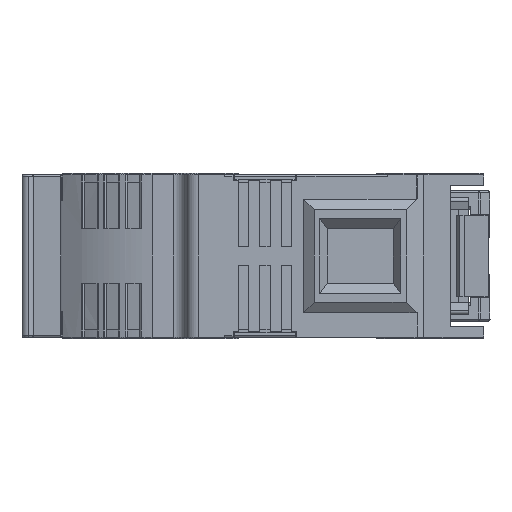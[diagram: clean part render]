
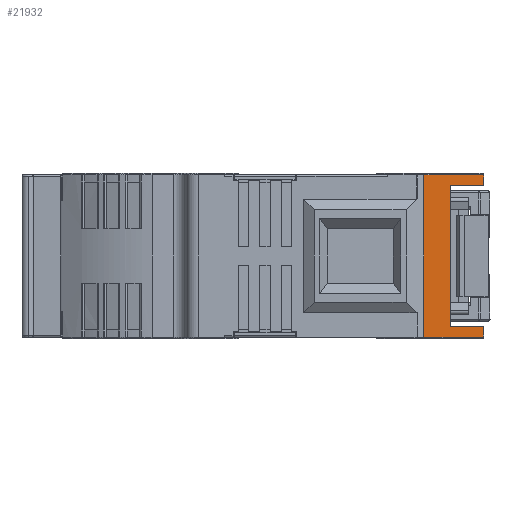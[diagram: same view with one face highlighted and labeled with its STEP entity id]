
A CAD part, left-side view. The second image highlights one B-rep face of the part: STEP entity #21932.
In plain terms, the highlighted planar face has unit normal (-0.667, -0.745, 0).
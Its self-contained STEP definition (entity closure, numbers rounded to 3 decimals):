
#378 = CARTESIAN_POINT ( 'NONE',  ( -59.822, -3.574, 0. ) ) ;
#953 = CARTESIAN_POINT ( 'NONE',  ( -64.599, 0.705, -13.2 ) ) ;
#1053 = ORIENTED_EDGE ( 'NONE', *, *, #49992, .T. ) ;
#1585 = ORIENTED_EDGE ( 'NONE', *, *, #28993, .T. ) ;
#3035 = VECTOR ( 'NONE', #24134, 1000. ) ;
#5097 = VERTEX_POINT ( 'NONE', #20108 ) ;
#5234 = VERTEX_POINT ( 'NONE', #953 ) ;
#5936 = VERTEX_POINT ( 'NONE', #67943 ) ;
#6691 = CARTESIAN_POINT ( 'NONE',  ( -53.682, -9.074, 11.5 ) ) ;
#7141 = CARTESIAN_POINT ( 'NONE',  ( -53.682, -9.074, 13.2 ) ) ;
#7796 = EDGE_CURVE ( 'NONE', #5097, #43096, #53791, .T. ) ;
#8196 = VERTEX_POINT ( 'NONE', #60889 ) ;
#8996 = LINE ( 'NONE', #30309, #34811 ) ;
#9131 = EDGE_CURVE ( 'NONE', #8196, #26410, #19688, .T. ) ;
#10567 = DIRECTION ( 'NONE',  ( 0., 0., -1. ) ) ;
#11128 = ORIENTED_EDGE ( 'NONE', *, *, #9131, .T. ) ;
#11348 = VECTOR ( 'NONE', #21300, 1000. ) ;
#14197 = VECTOR ( 'NONE', #35791, 1000. ) ;
#15002 = ORIENTED_EDGE ( 'NONE', *, *, #55292, .T. ) ;
#19089 = EDGE_LOOP ( 'NONE', ( #15002, #27491, #34422, #34281, #11128, #27461, #1585, #24036, #1053, #31703, #53605 ) ) ;
#19302 = DIRECTION ( 'NONE',  ( -0.745, 0.667, 0. ) ) ;
#19688 = LINE ( 'NONE', #41025, #14197 ) ;
#20108 = CARTESIAN_POINT ( 'NONE',  ( -53.768, -8.997, -11.5 ) ) ;
#20361 = B_SPLINE_CURVE_WITH_KNOTS ( 'NONE', 3,
 ( #41862, #36609, #57881, #48110 ),
 .UNSPECIFIED., .F., .F.,
 ( 4, 4 ),
 ( 0., 1. ),
 .UNSPECIFIED. ) ;
#21300 = DIRECTION ( 'NONE',  ( -0.745, 0.667, 0. ) ) ;
#21932 = ADVANCED_FACE ( 'NONE', ( #50657 ), #29755, .T. ) ;
#23978 = LINE ( 'NONE', #24330, #27810 ) ;
#24036 = ORIENTED_EDGE ( 'NONE', *, *, #46315, .T. ) ;
#24134 = DIRECTION ( 'NONE',  ( -0.745, 0.667, 0. ) ) ;
#24330 = CARTESIAN_POINT ( 'NONE',  ( -64.599, 0.705, 0. ) ) ;
#25402 = DIRECTION ( 'NONE',  ( 0., 0., -1. ) ) ;
#25437 = DIRECTION ( 'NONE',  ( 0., 0., 1. ) ) ;
#26410 = VERTEX_POINT ( 'NONE', #6691 ) ;
#27461 = ORIENTED_EDGE ( 'NONE', *, *, #51418, .F. ) ;
#27491 = ORIENTED_EDGE ( 'NONE', *, *, #7796, .T. ) ;
#27810 = VECTOR ( 'NONE', #25402, 1000. ) ;
#27815 = CARTESIAN_POINT ( 'NONE',  ( -64.577, 0.685, 13.2 ) ) ;
#28993 = EDGE_CURVE ( 'NONE', #56928, #59230, #33968, .T. ) ;
#29624 = CARTESIAN_POINT ( 'NONE',  ( -64.577, 0.685, 0. ) ) ;
#29752 = VECTOR ( 'NONE', #25437, 1000. ) ;
#29755 = PLANE ( 'NONE',  #38151 ) ;
#30309 = CARTESIAN_POINT ( 'NONE',  ( -64.599, 0.705, -13.2 ) ) ;
#30356 = LINE ( 'NONE', #47421, #29752 ) ;
#31703 = ORIENTED_EDGE ( 'NONE', *, *, #51408, .T. ) ;
#33805 = EDGE_CURVE ( 'NONE', #65097, #8196, #20361, .T. ) ;
#33968 = LINE ( 'NONE', #7141, #3035 ) ;
#34281 = ORIENTED_EDGE ( 'NONE', *, *, #33805, .T. ) ;
#34422 = ORIENTED_EDGE ( 'NONE', *, *, #41577, .F. ) ;
#34811 = VECTOR ( 'NONE', #39709, 1000. ) ;
#35418 = CARTESIAN_POINT ( 'NONE',  ( -59.822, -3.574, 0. ) ) ;
#35791 = DIRECTION ( 'NONE',  ( 0.745, -0.667, 0. ) ) ;
#36048 = CARTESIAN_POINT ( 'NONE',  ( -59.822, -3.574, 0. ) ) ;
#36402 = CARTESIAN_POINT ( 'NONE',  ( -59.822, -3.574, -11.5 ) ) ;
#36609 = CARTESIAN_POINT ( 'NONE',  ( -59.822, -3.574, 3.833 ) ) ;
#37077 = CARTESIAN_POINT ( 'NONE',  ( -64.577, 0.685, 13.2 ) ) ;
#37752 = CARTESIAN_POINT ( 'NONE',  ( -53.768, -8.997, -11.5 ) ) ;
#38151 = AXIS2_PLACEMENT_3D ( 'NONE', #41258, #62520, #46502 ) ;
#38294 = CARTESIAN_POINT ( 'NONE',  ( -59.822, -3.574, -11.5 ) ) ;
#39709 = DIRECTION ( 'NONE',  ( 0.745, -0.667, 0. ) ) ;
#39808 = VECTOR ( 'NONE', #19302, 1000. ) ;
#41025 = CARTESIAN_POINT ( 'NONE',  ( -59.822, -3.574, 11.5 ) ) ;
#41258 = CARTESIAN_POINT ( 'NONE',  ( -65.511, 1.522, -13.5 ) ) ;
#41577 = EDGE_CURVE ( 'NONE', #65097, #43096, #44052, .T. ) ;
#41862 = CARTESIAN_POINT ( 'NONE',  ( -59.822, -3.574, 0. ) ) ;
#42326 = CARTESIAN_POINT ( 'NONE',  ( -59.822, -3.574, -3.833 ) ) ;
#43096 = VERTEX_POINT ( 'NONE', #38294 ) ;
#44052 = B_SPLINE_CURVE_WITH_KNOTS ( 'NONE', 3,
 ( #36048, #42326, #53144, #36402 ),
 .UNSPECIFIED., .F., .F.,
 ( 4, 4 ),
 ( 0., 1. ),
 .UNSPECIFIED. ) ;
#44773 = CARTESIAN_POINT ( 'NONE',  ( -53.682, -9.074, 13.2 ) ) ;
#46315 = EDGE_CURVE ( 'NONE', #59230, #59042, #48217, .T. ) ;
#46502 = DIRECTION ( 'NONE',  ( -0.745, 0.667, 0. ) ) ;
#46690 = CARTESIAN_POINT ( 'NONE',  ( -53.682, -9.074, 13.2 ) ) ;
#46794 = VECTOR ( 'NONE', #51552, 1000. ) ;
#47421 = CARTESIAN_POINT ( 'NONE',  ( -53.768, -8.997, -13.2 ) ) ;
#48110 = CARTESIAN_POINT ( 'NONE',  ( -59.822, -3.574, 11.5 ) ) ;
#48217 = LINE ( 'NONE', #37077, #54759 ) ;
#49992 = EDGE_CURVE ( 'NONE', #59042, #64448, #57376, .T. ) ;
#50657 = FACE_OUTER_BOUND ( 'NONE', #19089, .T. ) ;
#51408 = EDGE_CURVE ( 'NONE', #64448, #5234, #23978, .T. ) ;
#51418 = EDGE_CURVE ( 'NONE', #56928, #26410, #61324, .T. ) ;
#51552 = DIRECTION ( 'NONE',  ( 0., 0., -1. ) ) ;
#53144 = CARTESIAN_POINT ( 'NONE',  ( -59.822, -3.574, -7.667 ) ) ;
#53605 = ORIENTED_EDGE ( 'NONE', *, *, #53860, .T. ) ;
#53791 = LINE ( 'NONE', #37752, #11348 ) ;
#53860 = EDGE_CURVE ( 'NONE', #5234, #5936, #8996, .T. ) ;
#54759 = VECTOR ( 'NONE', #10567, 1000. ) ;
#55292 = EDGE_CURVE ( 'NONE', #5936, #5097, #30356, .T. ) ;
#56928 = VERTEX_POINT ( 'NONE', #44773 ) ;
#57376 = LINE ( 'NONE', #35418, #39808 ) ;
#57881 = CARTESIAN_POINT ( 'NONE',  ( -59.822, -3.574, 7.667 ) ) ;
#59042 = VERTEX_POINT ( 'NONE', #29624 ) ;
#59230 = VERTEX_POINT ( 'NONE', #27815 ) ;
#60889 = CARTESIAN_POINT ( 'NONE',  ( -59.822, -3.574, 11.5 ) ) ;
#61324 = LINE ( 'NONE', #46690, #46794 ) ;
#62520 = DIRECTION ( 'NONE',  ( -0.667, -0.745, 0. ) ) ;
#63163 = CARTESIAN_POINT ( 'NONE',  ( -64.599, 0.705, 0. ) ) ;
#64448 = VERTEX_POINT ( 'NONE', #63163 ) ;
#65097 = VERTEX_POINT ( 'NONE', #378 ) ;
#67943 = CARTESIAN_POINT ( 'NONE',  ( -53.768, -8.997, -13.2 ) ) ;
